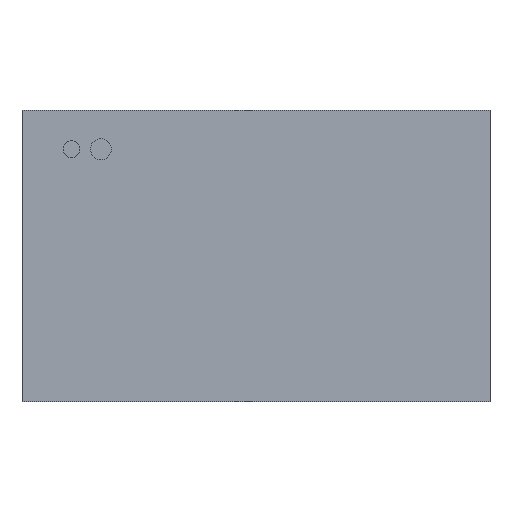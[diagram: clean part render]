
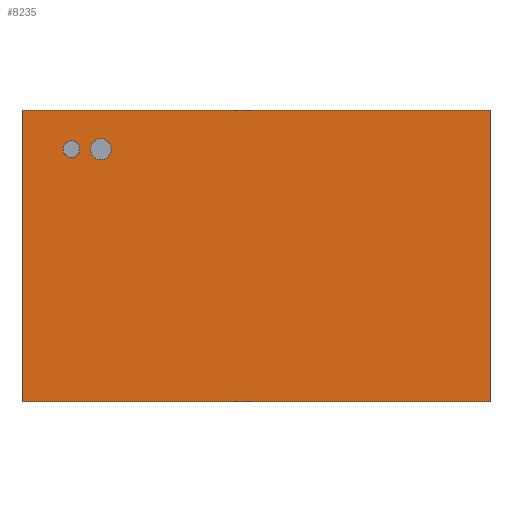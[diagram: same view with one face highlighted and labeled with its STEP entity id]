
A CAD part, front view. The second image highlights one B-rep face of the part: STEP entity #8235.
In plain terms, the highlighted planar face has unit normal (0, -1, 0).
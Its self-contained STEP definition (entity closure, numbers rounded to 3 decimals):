
#106=FACE_BOUND('',#1077,.T.);
#107=FACE_BOUND('',#1078,.T.);
#129=PLANE('',#8801);
#581=FACE_OUTER_BOUND('',#1076,.T.);
#1076=EDGE_LOOP('',(#5867,#5868,#5869,#5870));
#1077=EDGE_LOOP('',(#5871));
#1078=EDGE_LOOP('',(#5872));
#1586=LINE('',#11678,#2680);
#1588=LINE('',#11682,#2682);
#1590=LINE('',#11686,#2684);
#1592=LINE('',#11689,#2686);
#2680=VECTOR('',#9416,10.);
#2682=VECTOR('',#9420,10.);
#2684=VECTOR('',#9424,10.);
#2686=VECTOR('',#9428,10.);
#3756=CIRCLE('',#8785,20.);
#3758=CIRCLE('',#8789,25.);
#3844=VERTEX_POINT('',#11629);
#3846=VERTEX_POINT('',#11636);
#3859=VERTEX_POINT('',#11675);
#3860=VERTEX_POINT('',#11677);
#3861=VERTEX_POINT('',#11681);
#3862=VERTEX_POINT('',#11685);
#4633=EDGE_CURVE('',#3844,#3844,#3756,.T.);
#4636=EDGE_CURVE('',#3846,#3846,#3758,.T.);
#4654=EDGE_CURVE('',#3860,#3859,#1586,.T.);
#4656=EDGE_CURVE('',#3861,#3860,#1588,.T.);
#4658=EDGE_CURVE('',#3862,#3861,#1590,.T.);
#4660=EDGE_CURVE('',#3859,#3862,#1592,.T.);
#5867=ORIENTED_EDGE('',*,*,#4660,.T.);
#5868=ORIENTED_EDGE('',*,*,#4658,.T.);
#5869=ORIENTED_EDGE('',*,*,#4656,.T.);
#5870=ORIENTED_EDGE('',*,*,#4654,.T.);
#5871=ORIENTED_EDGE('',*,*,#4633,.T.);
#5872=ORIENTED_EDGE('',*,*,#4636,.T.);
#8235=ADVANCED_FACE('',(#581,#106,#107),#129,.T.);
#8785=AXIS2_PLACEMENT_3D('',#11631,#9372,#9373);
#8789=AXIS2_PLACEMENT_3D('',#11638,#9381,#9382);
#8801=AXIS2_PLACEMENT_3D('',#11690,#9429,#9430);
#9372=DIRECTION('center_axis',(0.,1.,0.));
#9373=DIRECTION('ref_axis',(1.,0.,0.));
#9381=DIRECTION('center_axis',(0.,1.,0.));
#9382=DIRECTION('ref_axis',(1.,0.,0.));
#9416=DIRECTION('',(0.,0.,1.));
#9420=DIRECTION('',(1.,0.,0.));
#9424=DIRECTION('',(0.,0.,-1.));
#9428=DIRECTION('',(-1.,0.,0.));
#9429=DIRECTION('center_axis',(0.,-1.,0.));
#9430=DIRECTION('ref_axis',(0.,0.,-1.));
#11629=CARTESIAN_POINT('',(-459.5,-370.,254.5));
#11631=CARTESIAN_POINT('Origin',(-439.5,-370.,254.5));
#11636=CARTESIAN_POINT('',(-394.5,-370.,254.5));
#11638=CARTESIAN_POINT('Origin',(-369.5,-370.,254.5));
#11675=CARTESIAN_POINT('',(557.5,-370.,347.5));
#11677=CARTESIAN_POINT('',(557.5,-370.,-347.5));
#11678=CARTESIAN_POINT('',(557.5,-370.,347.5));
#11681=CARTESIAN_POINT('',(-557.5,-370.,-347.5));
#11682=CARTESIAN_POINT('',(557.5,-370.,-347.5));
#11685=CARTESIAN_POINT('',(-557.5,-370.,347.5));
#11686=CARTESIAN_POINT('',(-557.5,-370.,-347.5));
#11689=CARTESIAN_POINT('',(-557.5,-370.,347.5));
#11690=CARTESIAN_POINT('Origin',(0.,-370.,0.));
